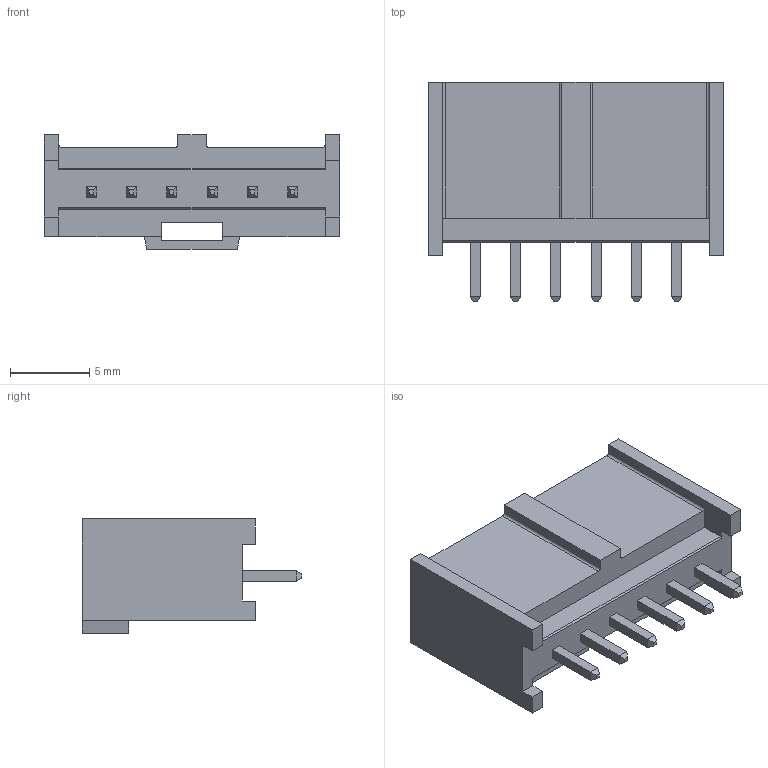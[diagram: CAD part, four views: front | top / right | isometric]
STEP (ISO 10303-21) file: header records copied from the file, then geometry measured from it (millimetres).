
FILE_DESCRIPTION(/* description */ ('STEP AP214'),/* implementation_level */ '2;1');
FILE_NAME(/* name */ '614bda9459ca4d14315867a7',/* time_stamp */ '2021-09-23T01:38:29+00:00',/* author */ (''),/* organization */ (''),/* preprocessor_version */ 'ST-DEVELOPER v18.1',/* originating_system */ ' ',/* authorisation */ ' ');
FILE_SCHEMA (('AUTOMOTIVE_DESIGN {1 0 10303 214 3 1 1}'));
Length unit declared in the file: metre
Products named in the file (13): 901361206
Bounding box: 18.59 x 13.8 x 7.21 mm (x, y, z)
Volume: 531.9 mm3; surface area: 1219.5 mm2
Topology: 1 solids, 1 shells, 167 faces, 420 edges, 278 vertices
Faces by surface type: plane 163, cylinder 4
Entity records: 5562 total; most frequent: CARTESIAN_POINT 854, ORIENTED_EDGE 816, DIRECTION 800, EDGE_CURVE 408, LINE 400, VECTOR 400, VERTEX_POINT 254, AXIS2_PLACEMENT_3D 200
